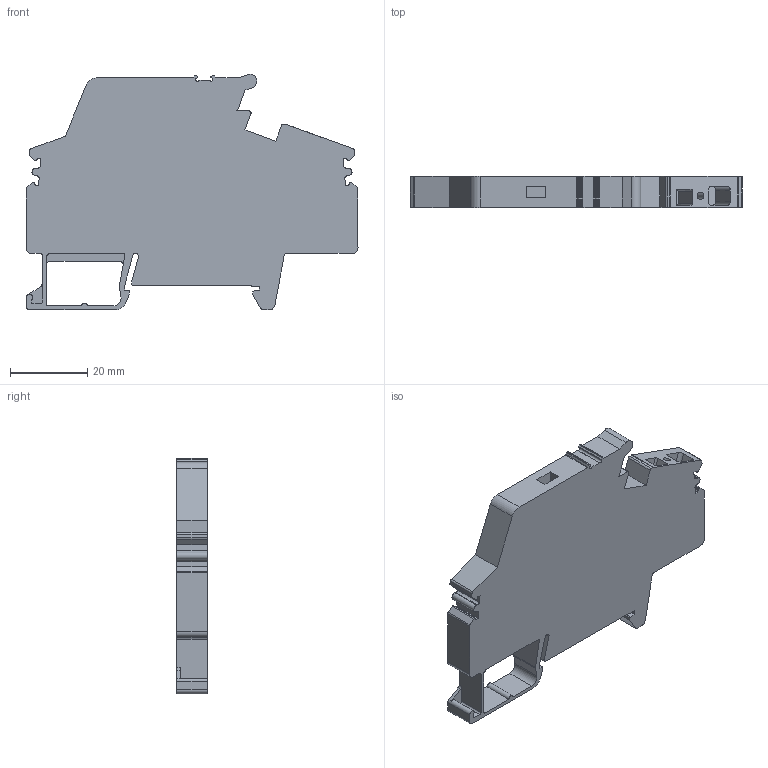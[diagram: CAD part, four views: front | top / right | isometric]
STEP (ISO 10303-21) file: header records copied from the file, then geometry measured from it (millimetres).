
FILE_DESCRIPTION( ( 'Unknown' ), '1' );
FILE_NAME( 'ASF4.stp', 'Unknown', ( 'Unknown' ), ( 'Unknown' ), 'PSStep 14.0', 'Unknown', ' ' );
FILE_SCHEMA( ( 'AUTOMOTIVE_DESIGN { 1 0 10303 214 1 1 1 1 }' ) );
Length unit declared in the file: millimetre
Products named in the file (1): 1
Bounding box: 86 x 8 x 61.01 mm (x, y, z)
Volume: 28441.3 mm3; surface area: 11235.3 mm2
Topology: 1 solids, 1 shells, 178 faces, 516 edges, 344 vertices
Faces by surface type: plane 95, cylinder 83
Full cylindrical faces by diameter (mm): 1.88 x1
Entity records: 7346 total; most frequent: DIRECTION 1040, CARTESIAN_POINT 1038, ORIENTED_EDGE 1030, EDGE_CURVE 515, LINE 348, VECTOR 348, AXIS2_PLACEMENT_3D 346, VERTEX_POINT 344
